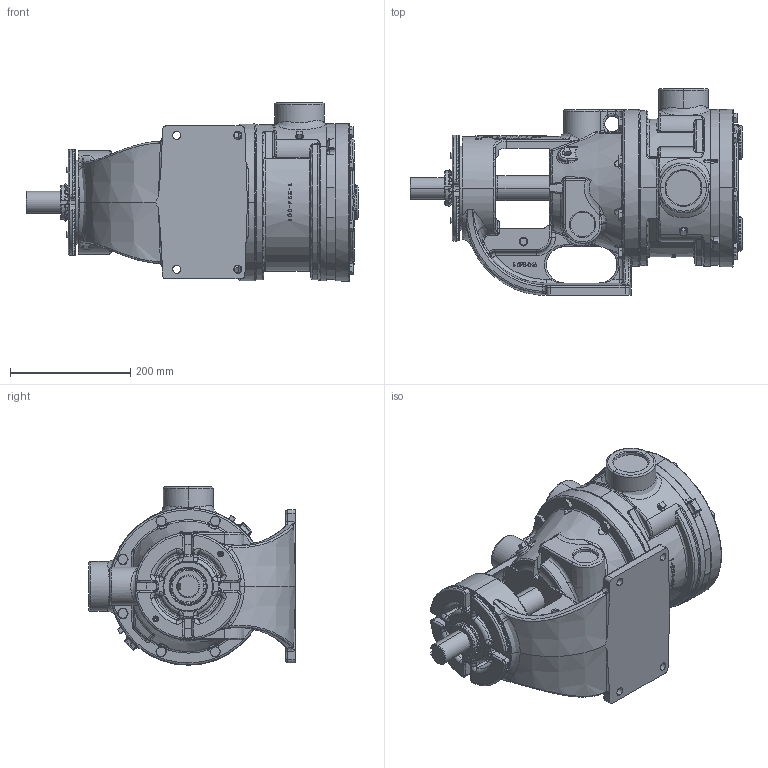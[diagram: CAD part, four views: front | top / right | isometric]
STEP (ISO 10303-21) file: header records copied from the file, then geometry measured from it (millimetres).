
FILE_DESCRIPTION (( 'STEP AP214' ), '1' );
FILE_NAME ('L224AE.STEP', '2016-10-19T12:39:34', ( '' ), ( '' ), 'SwSTEP 2.0', 'SolidWorks 2015', '' );
FILE_SCHEMA (( 'AUTOMOTIVE_DESIGN' ));
Length unit declared in the file: inch
Products named in the file (2): L224AE
Bounding box: 551.31 x 342.9 x 296.47 mm (x, y, z)
Volume: 16397935 mm3; surface area: 726252.7 mm2
Topology: 1 solids, 1 shells, 2430 faces, 6249 edges, 3854 vertices
Faces by surface type: cylinder 660, plane 656, bspline 576, cone 328, torus 158, sphere 52
Entity records: 159161 total; most frequent: CARTESIAN_POINT 96120, ORIENTED_EDGE 12410, DIRECTION 10267, EDGE_CURVE 6205, AXIS2_PLACEMENT_3D 4339, VERTEX_POINT 3852, EDGE_LOOP 2525, CIRCLE 2483
